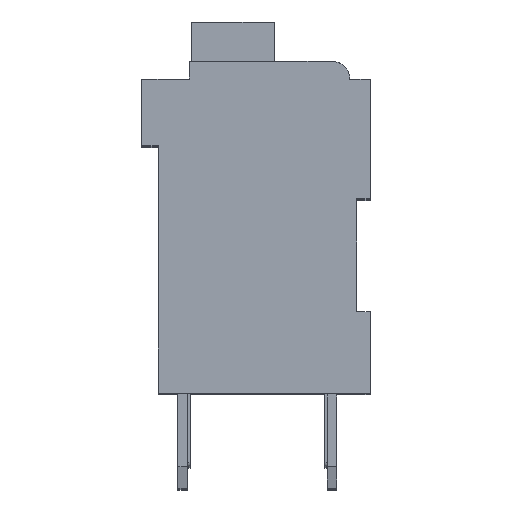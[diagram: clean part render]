
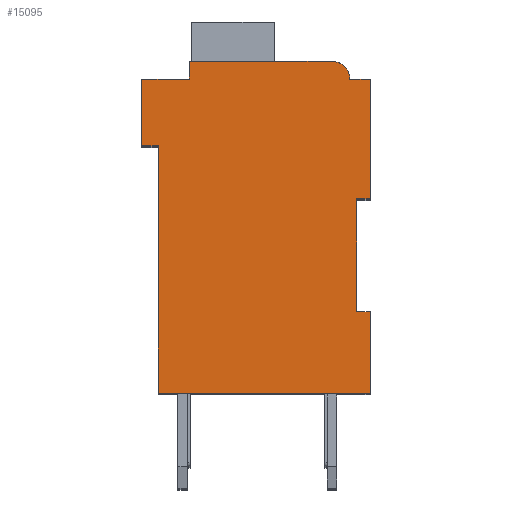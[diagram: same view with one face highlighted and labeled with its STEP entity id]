
A CAD part, top view. The second image highlights one B-rep face of the part: STEP entity #15095.
In plain terms, the highlighted planar face has unit normal (0, 0, 1).
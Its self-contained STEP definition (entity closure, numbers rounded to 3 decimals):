
#1594=DIRECTION('',(1.,0.,0.));
#1595=VECTOR('',#1594,0.5);
#1596=CARTESIAN_POINT('',(7.3,7.15,2.1));
#1597=LINE('',#1596,#1595);
#1598=DIRECTION('',(0.,1.,0.));
#1599=VECTOR('',#1598,4.15);
#1600=CARTESIAN_POINT('',(7.3,3.,2.1));
#1601=LINE('',#1600,#1599);
#1602=DIRECTION('',(-1.,0.,0.));
#1603=VECTOR('',#1602,0.5);
#1604=CARTESIAN_POINT('',(7.8,3.,2.1));
#1605=LINE('',#1604,#1603);
#1606=DIRECTION('',(0.,1.,0.));
#1607=VECTOR('',#1606,3.);
#1608=CARTESIAN_POINT('',(7.8,0.,2.1));
#1609=LINE('',#1608,#1607);
#1610=DIRECTION('',(1.,0.,0.));
#1611=VECTOR('',#1610,7.8);
#1612=CARTESIAN_POINT('',(0.,0.,2.1));
#1613=LINE('',#1612,#1611);
#1614=DIRECTION('',(0.,-1.,0.));
#1615=VECTOR('',#1614,9.1);
#1616=CARTESIAN_POINT('',(0.,9.1,2.1));
#1617=LINE('',#1616,#1615);
#1618=DIRECTION('',(1.,0.,0.));
#1619=VECTOR('',#1618,0.6);
#1620=CARTESIAN_POINT('',(-0.6,9.1,2.1));
#1621=LINE('',#1620,#1619);
#1622=DIRECTION('',(0.,-1.,0.));
#1623=VECTOR('',#1622,2.45);
#1624=CARTESIAN_POINT('',(-0.6,11.55,2.1));
#1625=LINE('',#1624,#1623);
#1626=DIRECTION('',(-1.,0.,0.));
#1627=VECTOR('',#1626,1.75);
#1628=CARTESIAN_POINT('',(1.15,11.55,2.1));
#1629=LINE('',#1628,#1627);
#1630=DIRECTION('',(0.,-1.,0.));
#1631=VECTOR('',#1630,0.65);
#1632=CARTESIAN_POINT('',(1.15,12.2,2.1));
#1633=LINE('',#1632,#1631);
#1634=DIRECTION('',(-1.,0.,0.));
#1635=VECTOR('',#1634,5.25);
#1636=CARTESIAN_POINT('',(6.4,12.2,2.1));
#1637=LINE('',#1636,#1635);
#1638=CARTESIAN_POINT('',(6.4,11.55,2.1));
#1639=DIRECTION('',(0.,0.,1.));
#1640=DIRECTION('',(1.,0.,0.));
#1641=AXIS2_PLACEMENT_3D('',#1638,#1639,#1640);
#1643=DIRECTION('',(-1.,0.,0.));
#1644=VECTOR('',#1643,0.75);
#1645=CARTESIAN_POINT('',(7.8,11.55,2.1));
#1646=LINE('',#1645,#1644);
#1647=DIRECTION('',(0.,1.,0.));
#1648=VECTOR('',#1647,4.4);
#1649=CARTESIAN_POINT('',(7.8,7.15,2.1));
#1650=LINE('',#1649,#1648);
#10331=CARTESIAN_POINT('',(7.3,7.15,2.1));
#10332=CARTESIAN_POINT('',(7.8,7.15,2.1));
#10333=VERTEX_POINT('',#10331);
#10334=VERTEX_POINT('',#10332);
#10335=CARTESIAN_POINT('',(7.8,11.55,2.1));
#10336=VERTEX_POINT('',#10335);
#10337=CARTESIAN_POINT('',(7.05,11.55,2.1));
#10338=VERTEX_POINT('',#10337);
#10339=CARTESIAN_POINT('',(6.4,12.2,2.1));
#10340=VERTEX_POINT('',#10339);
#10341=CARTESIAN_POINT('',(1.15,12.2,2.1));
#10342=VERTEX_POINT('',#10341);
#10343=CARTESIAN_POINT('',(1.15,11.55,2.1));
#10344=VERTEX_POINT('',#10343);
#10345=CARTESIAN_POINT('',(-0.6,11.55,2.1));
#10346=VERTEX_POINT('',#10345);
#10347=CARTESIAN_POINT('',(-0.6,9.1,2.1));
#10348=VERTEX_POINT('',#10347);
#10349=CARTESIAN_POINT('',(0.,9.1,2.1));
#10350=VERTEX_POINT('',#10349);
#10351=CARTESIAN_POINT('',(0.,0.,2.1));
#10352=VERTEX_POINT('',#10351);
#10353=CARTESIAN_POINT('',(7.8,0.,2.1));
#10354=VERTEX_POINT('',#10353);
#10355=CARTESIAN_POINT('',(7.8,3.,2.1));
#10356=VERTEX_POINT('',#10355);
#10357=CARTESIAN_POINT('',(7.3,3.,2.1));
#10358=VERTEX_POINT('',#10357);
#15065=CARTESIAN_POINT('',(0.,0.,2.1));
#15066=DIRECTION('',(0.,0.,1.));
#15067=DIRECTION('',(1.,0.,0.));
#15068=AXIS2_PLACEMENT_3D('',#15065,#15066,#15067);
#15069=PLANE('',#15068);
#15070=ORIENTED_EDGE('',*,*,#13572,.F.);
#15071=ORIENTED_EDGE('',*,*,#14108,.F.);
#15073=ORIENTED_EDGE('',*,*,#15072,.F.);
#15075=ORIENTED_EDGE('',*,*,#15074,.F.);
#15076=ORIENTED_EDGE('',*,*,#14411,.F.);
#15077=ORIENTED_EDGE('',*,*,#14312,.F.);
#15079=ORIENTED_EDGE('',*,*,#15078,.F.);
#15081=ORIENTED_EDGE('',*,*,#15080,.F.);
#15083=ORIENTED_EDGE('',*,*,#15082,.F.);
#15085=ORIENTED_EDGE('',*,*,#15084,.F.);
#15087=ORIENTED_EDGE('',*,*,#15086,.F.);
#15089=ORIENTED_EDGE('',*,*,#15088,.F.);
#15091=ORIENTED_EDGE('',*,*,#15090,.F.);
#15092=ORIENTED_EDGE('',*,*,#13864,.F.);
#15093=EDGE_LOOP('',(#15070,#15071,#15073,#15075,#15076,#15077,#15079,#15081,
#15083,#15085,#15087,#15089,#15091,#15092));
#15094=FACE_OUTER_BOUND('',#15093,.F.);
#1642=CIRCLE('',#1641,0.65);
#13572=EDGE_CURVE('',#10333,#10334,#1597,.T.);
#13864=EDGE_CURVE('',#10334,#10336,#1650,.T.);
#14108=EDGE_CURVE('',#10358,#10333,#1601,.T.);
#14312=EDGE_CURVE('',#10350,#10352,#1617,.T.);
#14411=EDGE_CURVE('',#10352,#10354,#1613,.T.);
#15072=EDGE_CURVE('',#10356,#10358,#1605,.T.);
#15074=EDGE_CURVE('',#10354,#10356,#1609,.T.);
#15078=EDGE_CURVE('',#10348,#10350,#1621,.T.);
#15080=EDGE_CURVE('',#10346,#10348,#1625,.T.);
#15082=EDGE_CURVE('',#10344,#10346,#1629,.T.);
#15084=EDGE_CURVE('',#10342,#10344,#1633,.T.);
#15086=EDGE_CURVE('',#10340,#10342,#1637,.T.);
#15088=EDGE_CURVE('',#10338,#10340,#1642,.T.);
#15090=EDGE_CURVE('',#10336,#10338,#1646,.T.);
#15095=ADVANCED_FACE('',(#15094),#15069,.T.);
